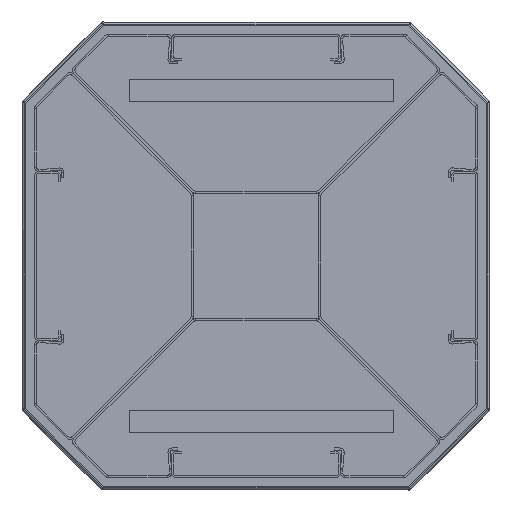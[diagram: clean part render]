
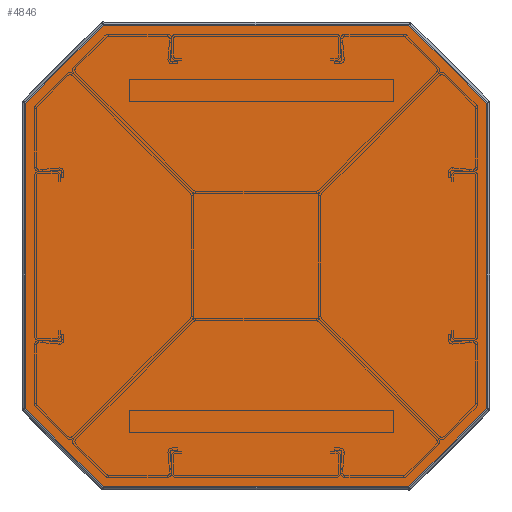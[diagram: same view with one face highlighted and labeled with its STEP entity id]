
A CAD part, top view. The second image highlights one B-rep face of the part: STEP entity #4846.
In plain terms, the highlighted face is planar.
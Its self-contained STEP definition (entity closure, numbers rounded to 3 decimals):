
#154 = CARTESIAN_POINT ( 'NONE',  ( 104.569, 69.061, 0. ) ) ;
#186 = VERTEX_POINT ( 'NONE', #1303 ) ;
#362 = LINE ( 'NONE', #5062, #3681 ) ;
#484 = VERTEX_POINT ( 'NONE', #3866 ) ;
#611 = FACE_OUTER_BOUND ( 'NONE', #2593, .T. ) ;
#697 = VERTEX_POINT ( 'NONE', #3416 ) ;
#794 = DIRECTION ( 'NONE',  ( -1., 0., 0. ) ) ;
#814 = ORIENTED_EDGE ( 'NONE', *, *, #4557, .T. ) ;
#893 = ORIENTED_EDGE ( 'NONE', *, *, #5711, .T. ) ;
#973 = CARTESIAN_POINT ( 'NONE',  ( -69.23, -104.4, 0. ) ) ;
#1030 = CARTESIAN_POINT ( 'NONE',  ( 104.4, 69.23, 0. ) ) ;
#1031 = CARTESIAN_POINT ( 'NONE',  ( -104.569, -69.061, 0. ) ) ;
#1198 = ORIENTED_EDGE ( 'NONE', *, *, #1785, .T. ) ;
#1222 = VECTOR ( 'NONE', #5528, 1000. ) ;
#1273 = CARTESIAN_POINT ( 'NONE',  ( 69.469, 104.4, 0. ) ) ;
#1303 = CARTESIAN_POINT ( 'NONE',  ( -104.4, -69.23, 0. ) ) ;
#1373 = DIRECTION ( 'NONE',  ( 0., 1., 0. ) ) ;
#1422 = VECTOR ( 'NONE', #5695, 1000. ) ;
#1428 = DIRECTION ( 'NONE',  ( -0.707, -0.707, 0. ) ) ;
#1492 = VERTEX_POINT ( 'NONE', #4105 ) ;
#1601 = PLANE ( 'NONE',  #3438 ) ;
#1646 = EDGE_CURVE ( 'NONE', #4476, #4774, #5749, .T. ) ;
#1680 = EDGE_CURVE ( 'NONE', #186, #484, #4566, .T. ) ;
#1785 = EDGE_CURVE ( 'NONE', #5110, #186, #4843, .T. ) ;
#1856 = CARTESIAN_POINT ( 'NONE',  ( -104.4, 69.469, 0. ) ) ;
#1874 = EDGE_CURVE ( 'NONE', #4774, #5432, #2803, .T. ) ;
#1985 = VECTOR ( 'NONE', #794, 1000. ) ;
#2038 = LINE ( 'NONE', #4670, #3769 ) ;
#2265 = EDGE_CURVE ( 'NONE', #484, #4476, #3229, .T. ) ;
#2593 = EDGE_LOOP ( 'NONE', ( #3989, #2693, #814, #893, #1198, #5176, #3535, #3728 ) ) ;
#2693 = ORIENTED_EDGE ( 'NONE', *, *, #4053, .T. ) ;
#2803 = LINE ( 'NONE', #154, #5589 ) ;
#2909 = CARTESIAN_POINT ( 'NONE',  ( 69.23, 104.4, 0. ) ) ;
#3039 = CARTESIAN_POINT ( 'NONE',  ( -69.23, 104.4, 0. ) ) ;
#3081 = DIRECTION ( 'NONE',  ( 1., 0., 0. ) ) ;
#3193 = LINE ( 'NONE', #4555, #1985 ) ;
#3229 = LINE ( 'NONE', #5058, #1222 ) ;
#3416 = CARTESIAN_POINT ( 'NONE',  ( 104.4, -69.23, 0. ) ) ;
#3438 = AXIS2_PLACEMENT_3D ( 'NONE', #5768, #4625, #3444 ) ;
#3444 = DIRECTION ( 'NONE',  ( -1., 0., 0. ) ) ;
#3477 = VECTOR ( 'NONE', #1373, 1000. ) ;
#3535 = ORIENTED_EDGE ( 'NONE', *, *, #2265, .T. ) ;
#3625 = VECTOR ( 'NONE', #3081, 1000. ) ;
#3634 = DIRECTION ( 'NONE',  ( 0., -1., 0. ) ) ;
#3681 = VECTOR ( 'NONE', #3634, 1000. ) ;
#3728 = ORIENTED_EDGE ( 'NONE', *, *, #1646, .T. ) ;
#3769 = VECTOR ( 'NONE', #1428, 1000. ) ;
#3866 = CARTESIAN_POINT ( 'NONE',  ( -104.4, 69.23, 0. ) ) ;
#3989 = ORIENTED_EDGE ( 'NONE', *, *, #1874, .T. ) ;
#4053 = EDGE_CURVE ( 'NONE', #5432, #697, #362, .T. ) ;
#4105 = CARTESIAN_POINT ( 'NONE',  ( 69.23, -104.4, 0. ) ) ;
#4476 = VERTEX_POINT ( 'NONE', #3039 ) ;
#4555 = CARTESIAN_POINT ( 'NONE',  ( -69.469, -104.4, 0. ) ) ;
#4557 = EDGE_CURVE ( 'NONE', #697, #1492, #2038, .T. ) ;
#4566 = LINE ( 'NONE', #1856, #3477 ) ;
#4625 = DIRECTION ( 'NONE',  ( 0., 0., -1. ) ) ;
#4670 = CARTESIAN_POINT ( 'NONE',  ( 69.061, -104.569, 0. ) ) ;
#4774 = VERTEX_POINT ( 'NONE', #2909 ) ;
#4843 = LINE ( 'NONE', #1031, #1422 ) ;
#4846 = ADVANCED_FACE ( 'NONE', ( #611 ), #1601, .T. ) ;
#5058 = CARTESIAN_POINT ( 'NONE',  ( -69.061, 104.569, 0. ) ) ;
#5062 = CARTESIAN_POINT ( 'NONE',  ( 104.4, -69.469, 0. ) ) ;
#5110 = VERTEX_POINT ( 'NONE', #973 ) ;
#5176 = ORIENTED_EDGE ( 'NONE', *, *, #1680, .T. ) ;
#5432 = VERTEX_POINT ( 'NONE', #1030 ) ;
#5528 = DIRECTION ( 'NONE',  ( 0.707, 0.707, 0. ) ) ;
#5589 = VECTOR ( 'NONE', #5703, 1000. ) ;
#5695 = DIRECTION ( 'NONE',  ( -0.707, 0.707, 0. ) ) ;
#5703 = DIRECTION ( 'NONE',  ( 0.707, -0.707, 0. ) ) ;
#5711 = EDGE_CURVE ( 'NONE', #1492, #5110, #3193, .T. ) ;
#5749 = LINE ( 'NONE', #1273, #3625 ) ;
#5768 = CARTESIAN_POINT ( 'NONE',  ( 0., 175.893, 0. ) ) ;
